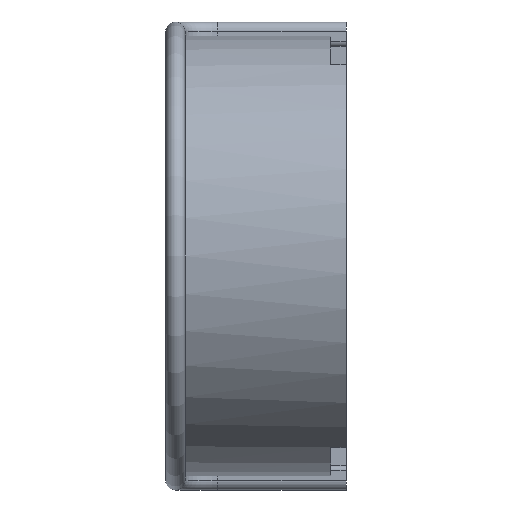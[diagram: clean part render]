
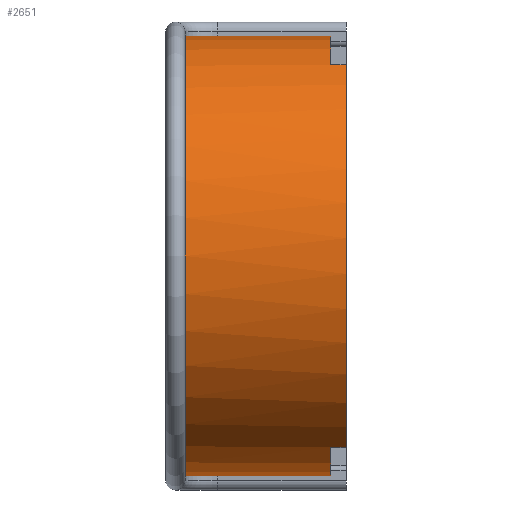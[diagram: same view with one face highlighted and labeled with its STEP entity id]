
A CAD part, left-side view. The second image highlights one B-rep face of the part: STEP entity #2651.
In plain terms, the highlighted cylindrical face has radius 42.25 mm (diameter 84.5 mm), a partial arc.
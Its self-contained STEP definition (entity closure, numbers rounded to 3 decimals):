
#315=CARTESIAN_POINT('',(0.,0.,0.));
#316=DIRECTION('',(0.,-1.,0.));
#317=DIRECTION('',(-0.491,0.,0.871));
#318=AXIS2_PLACEMENT_3D('',#315,#316,#317);
#492=CARTESIAN_POINT('',(0.,3.,0.));
#493=DIRECTION('',(0.,1.,0.));
#494=DIRECTION('',(-0.491,0.,0.871));
#495=AXIS2_PLACEMENT_3D('',#492,#493,#494);
#579=CARTESIAN_POINT('',(0.,3.,0.));
#580=DIRECTION('',(0.,1.,0.));
#581=DIRECTION('',(0.,0.,-1.));
#582=AXIS2_PLACEMENT_3D('',#579,#580,#581);
#893=DIRECTION('',(0.,1.,0.));
#894=VECTOR('',#893,28.);
#895=CARTESIAN_POINT('',(0.,3.,42.25));
#896=LINE('',#895,#894);
#900=DIRECTION('',(0.,-1.,0.));
#901=VECTOR('',#900,3.);
#902=CARTESIAN_POINT('',(-20.747,3.,-36.805));
#903=LINE('',#902,#901);
#907=DIRECTION('',(0.,1.,0.));
#908=VECTOR('',#907,28.);
#909=CARTESIAN_POINT('',(0.,3.,-42.25));
#910=LINE('',#909,#908);
#914=DIRECTION('',(0.,1.,0.));
#915=VECTOR('',#914,3.);
#916=CARTESIAN_POINT('',(-20.747,0.,36.805));
#917=LINE('',#916,#915);
#1392=CARTESIAN_POINT('',(0.,31.,0.));
#1393=DIRECTION('',(0.,1.,0.));
#1394=DIRECTION('',(0.,0.,-1.));
#1395=AXIS2_PLACEMENT_3D('',#1392,#1393,#1394);
#1776=CARTESIAN_POINT('',(0.,31.,-42.25));
#1777=CARTESIAN_POINT('',(0.,31.,42.25));
#1778=VERTEX_POINT('',#1776);
#1779=VERTEX_POINT('',#1777);
#1780=CARTESIAN_POINT('',(0.,3.,42.25));
#1782=VERTEX_POINT('',#1780);
#1785=CARTESIAN_POINT('',(0.,3.,-42.25));
#1787=VERTEX_POINT('',#1785);
#1836=CARTESIAN_POINT('',(-20.747,0.,-36.805));
#1838=VERTEX_POINT('',#1836);
#1842=CARTESIAN_POINT('',(-20.747,3.,-36.805));
#1843=VERTEX_POINT('',#1842);
#1848=CARTESIAN_POINT('',(-20.747,0.,36.805));
#1849=VERTEX_POINT('',#1848);
#1850=CARTESIAN_POINT('',(-20.747,3.,36.805));
#1851=VERTEX_POINT('',#1850);
#2632=CARTESIAN_POINT('',(0.,0.,0.));
#2633=DIRECTION('',(0.,-1.,0.));
#2634=DIRECTION('',(1.,0.,0.));
#2635=AXIS2_PLACEMENT_3D('',#2632,#2633,#2634);
#2636=CYLINDRICAL_SURFACE('',#2635,42.25);
#2638=ORIENTED_EDGE('',*,*,#2637,.F.);
#2639=ORIENTED_EDGE('',*,*,#2302,.F.);
#2641=ORIENTED_EDGE('',*,*,#2640,.T.);
#2643=ORIENTED_EDGE('',*,*,#2642,.T.);
#2644=ORIENTED_EDGE('',*,*,#2625,.F.);
#2645=ORIENTED_EDGE('',*,*,#2260,.F.);
#2647=ORIENTED_EDGE('',*,*,#2646,.F.);
#2648=ORIENTED_EDGE('',*,*,#2099,.T.);
#2649=EDGE_LOOP('',(#2638,#2639,#2641,#2643,#2644,#2645,#2647,#2648));
#2650=FACE_OUTER_BOUND('',#2649,.F.);
#319=CIRCLE('',#318,42.25);
#496=CIRCLE('',#495,42.25);
#583=CIRCLE('',#582,42.25);
#1396=CIRCLE('',#1395,42.25);
#2099=EDGE_CURVE('',#1849,#1838,#319,.T.);
#2260=EDGE_CURVE('',#1851,#1782,#496,.T.);
#2302=EDGE_CURVE('',#1787,#1843,#583,.T.);
#2625=EDGE_CURVE('',#1782,#1779,#896,.T.);
#2637=EDGE_CURVE('',#1843,#1838,#903,.T.);
#2640=EDGE_CURVE('',#1787,#1778,#910,.T.);
#2642=EDGE_CURVE('',#1778,#1779,#1396,.T.);
#2646=EDGE_CURVE('',#1849,#1851,#917,.T.);
#2651=ADVANCED_FACE('',(#2650),#2636,.T.);
